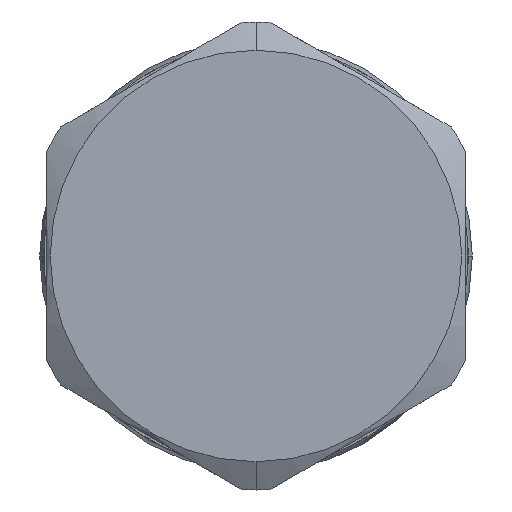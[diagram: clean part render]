
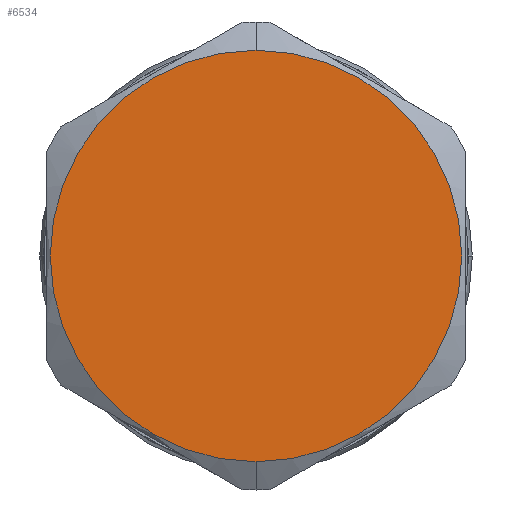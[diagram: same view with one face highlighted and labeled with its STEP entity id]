
A CAD part, left-side view. The second image highlights one B-rep face of the part: STEP entity #6534.
In plain terms, the highlighted planar face has unit normal (-1, 0, 0).
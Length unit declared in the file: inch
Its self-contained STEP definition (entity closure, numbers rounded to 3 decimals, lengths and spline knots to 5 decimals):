
#2975=CARTESIAN_POINT('',(-1.781,0.,0.));
#2976=DIRECTION('',(-1.,0.,0.));
#2977=DIRECTION('',(0.,0.,-1.));
#2978=AXIS2_PLACEMENT_3D('',#2975,#2976,#2977);
#2980=CARTESIAN_POINT('',(-1.781,0.,0.));
#2981=DIRECTION('',(-1.,0.,0.));
#2982=DIRECTION('',(0.,0.,1.));
#2983=AXIS2_PLACEMENT_3D('',#2980,#2981,#2982);
#3791=CARTESIAN_POINT('',(-1.781,0.,-0.43));
#3792=CARTESIAN_POINT('',(-1.781,0.,0.43));
#3793=VERTEX_POINT('',#3791);
#3794=VERTEX_POINT('',#3792);
#6525=CARTESIAN_POINT('',(-1.781,0.,0.));
#6526=DIRECTION('',(-1.,0.,0.));
#6527=DIRECTION('',(0.,0.,1.));
#6528=AXIS2_PLACEMENT_3D('',#6525,#6526,#6527);
#6529=PLANE('341',#6528);
#6530=ORIENTED_EDGE('548',*,*,#6345,.F.);
#6531=ORIENTED_EDGE('549',*,*,#6516,.F.);
#6532=EDGE_LOOP('341',(#6530,#6531));
#6533=FACE_OUTER_BOUND('341',#6532,.F.);
#2979=CIRCLE('548',#2978,0.43);
#2984=CIRCLE('549',#2983,0.43);
#6345=EDGE_CURVE('548',#3793,#3794,#2979,.T.);
#6516=EDGE_CURVE('549',#3794,#3793,#2984,.T.);
#6534=ADVANCED_FACE('341',(#6533),#6529,.T.);
